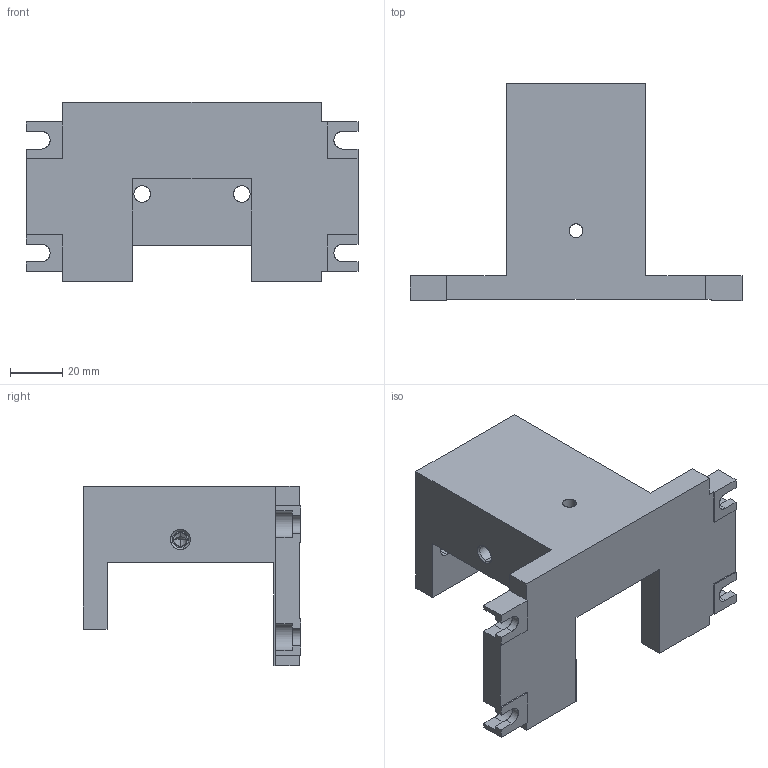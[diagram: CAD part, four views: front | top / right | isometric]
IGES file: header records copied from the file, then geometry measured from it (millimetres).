
Start section: SolidWorks IGES file using analytic representation for surfaces
Global section: file name: D1101519 aLIGO TMS Top Add Mass Tower.IGS; native system: SolidWorks 2012; preprocessor: SolidWorks 2012; author: kmailand; date: 121203.091557; units: inch
Bounding box: 127 x 83.06 x 68.58 mm (x, y, z)
Surface area: 34677.6 mm2 (no closed solid volume)
Topology: 0 solids, 0 shells, 112 faces, 1442 edges, 1442 vertices
Faces by surface type: bspline 65, revolution 47
